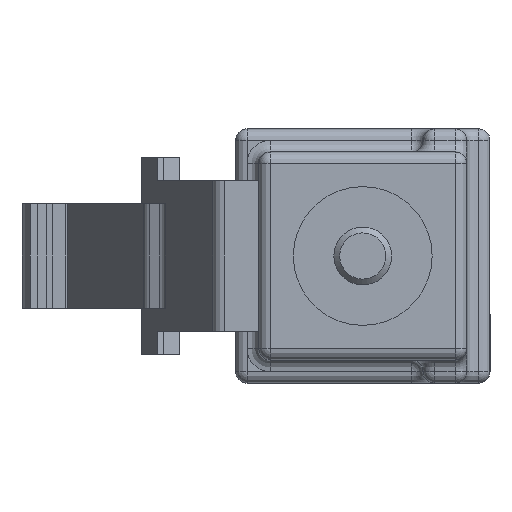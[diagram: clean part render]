
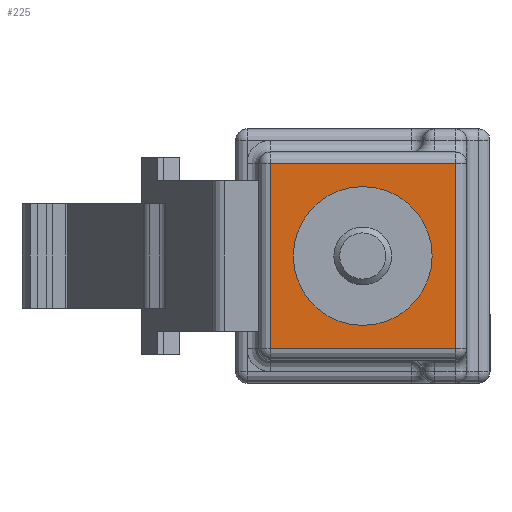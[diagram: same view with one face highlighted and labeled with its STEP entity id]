
A CAD part, left-side view. The second image highlights one B-rep face of the part: STEP entity #225.
In plain terms, the highlighted face is planar.
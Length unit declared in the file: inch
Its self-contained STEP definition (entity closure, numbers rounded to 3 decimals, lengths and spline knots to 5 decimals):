
#144 = DIRECTION ( 'NONE',  ( 1., 0., 0. ) ) ;
#225 = ADVANCED_FACE ( 'Face3', ( #2217, #1693 ), #3810, .T. ) ;
#372 = VECTOR ( 'NONE', #144, 39.37008 ) ;
#534 = LINE ( 'NONE', #4832, #372 ) ;
#632 = VECTOR ( 'NONE', #2076, 39.37008 ) ;
#1077 = VECTOR ( 'NONE', #2944, 39.37008 ) ;
#1155 = CARTESIAN_POINT ( 'NONE',  ( 0., 0., 0. ) ) ;
#1181 = DIRECTION ( 'NONE',  ( 0., -1., 0. ) ) ;
#1693 = FACE_BOUND ( 'NONE', #4845, .T. ) ;
#1785 = EDGE_CURVE ( 'NONE', #6189, #5080, #2059, .T. ) ;
#1958 = EDGE_CURVE ( 'NONE', #6316, #3335, #534, .T. ) ;
#1975 = ORIENTED_EDGE ( 'NONE', *, *, #1958, .T. ) ;
#2059 = LINE ( 'NONE', #5783, #6530 ) ;
#2076 = DIRECTION ( 'NONE',  ( 0., 0., 1. ) ) ;
#2175 = CIRCLE ( 'NONE', #5091, 0.06 ) ;
#2217 = FACE_OUTER_BOUND ( 'NONE', #2861, .T. ) ;
#2410 = ORIENTED_EDGE ( 'NONE', *, *, #3428, .F. ) ;
#2767 = DIRECTION ( 'NONE',  ( 0., 0., -1. ) ) ;
#2846 = DIRECTION ( 'NONE',  ( 0., -1., 0. ) ) ;
#2861 = EDGE_LOOP ( 'NONE', ( #4916, #6420, #6216, #1975 ) ) ;
#2944 = DIRECTION ( 'NONE',  ( 0., 0., -1. ) ) ;
#3335 = VERTEX_POINT ( 'NONE', #5460 ) ;
#3428 = EDGE_CURVE ( 'NONE', #5567, #5567, #2175, .T. ) ;
#3460 = LINE ( 'NONE', #5624, #1077 ) ;
#3542 = DIRECTION ( 'NONE',  ( -1., 0., 0. ) ) ;
#3677 = CARTESIAN_POINT ( 'NONE',  ( -0.08, 0., 0.08 ) ) ;
#3810 = PLANE ( 'NONE',  #6740 ) ;
#4045 = CARTESIAN_POINT ( 'NONE',  ( 0., 0., -0.06 ) ) ;
#4216 = CARTESIAN_POINT ( 'NONE',  ( 0.08, 0., 0.09 ) ) ;
#4832 = CARTESIAN_POINT ( 'NONE',  ( 0.09, 0., -0.08 ) ) ;
#4845 = EDGE_LOOP ( 'NONE', ( #2410 ) ) ;
#4888 = LINE ( 'NONE', #4216, #632 ) ;
#4916 = ORIENTED_EDGE ( 'NONE', *, *, #6163, .T. ) ;
#5007 = DIRECTION ( 'NONE',  ( 0., 0., -1. ) ) ;
#5080 = VERTEX_POINT ( 'NONE', #3677 ) ;
#5091 = AXIS2_PLACEMENT_3D ( 'NONE', #1155, #2846, #5007 ) ;
#5460 = CARTESIAN_POINT ( 'NONE',  ( 0.08, 0., -0.08 ) ) ;
#5567 = VERTEX_POINT ( 'NONE', #4045 ) ;
#5624 = CARTESIAN_POINT ( 'NONE',  ( -0.08, 0., -0.09 ) ) ;
#5691 = EDGE_CURVE ( 'NONE', #5080, #6316, #3460, .T. ) ;
#5783 = CARTESIAN_POINT ( 'NONE',  ( -0.09, 0., 0.08 ) ) ;
#5976 = CARTESIAN_POINT ( 'NONE',  ( 0.09, 0., 0.09 ) ) ;
#6163 = EDGE_CURVE ( 'NONE', #3335, #6189, #4888, .T. ) ;
#6189 = VERTEX_POINT ( 'NONE', #6497 ) ;
#6216 = ORIENTED_EDGE ( 'NONE', *, *, #5691, .T. ) ;
#6313 = CARTESIAN_POINT ( 'NONE',  ( -0.08, 0., -0.08 ) ) ;
#6316 = VERTEX_POINT ( 'NONE', #6313 ) ;
#6420 = ORIENTED_EDGE ( 'NONE', *, *, #1785, .T. ) ;
#6497 = CARTESIAN_POINT ( 'NONE',  ( 0.08, 0., 0.08 ) ) ;
#6530 = VECTOR ( 'NONE', #3542, 39.37008 ) ;
#6740 = AXIS2_PLACEMENT_3D ( 'NONE', #5976, #1181, #2767 ) ;
